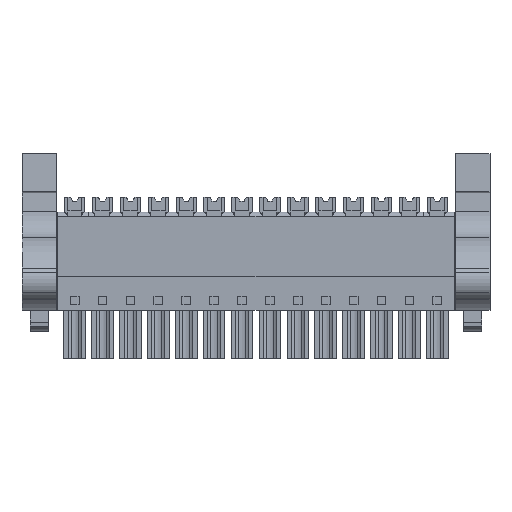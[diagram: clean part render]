
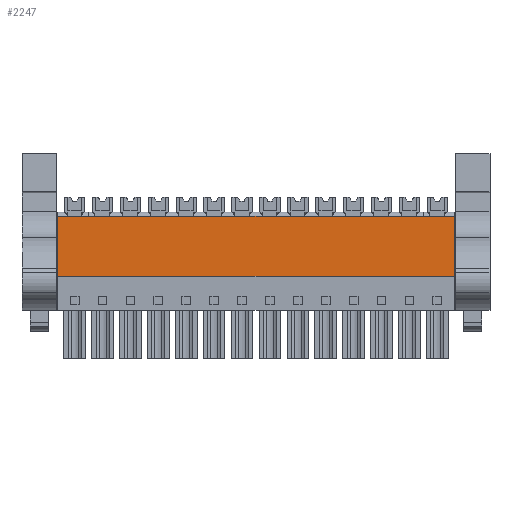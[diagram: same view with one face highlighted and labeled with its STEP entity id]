
A CAD part, front view. The second image highlights one B-rep face of the part: STEP entity #2247.
In plain terms, the highlighted planar face has unit normal (0, -1, 0).
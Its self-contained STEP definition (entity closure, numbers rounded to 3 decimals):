
#2227=AXIS2_PLACEMENT_3D('Plane Axis2P3D',#2224,#2225,#2226) ;
#77=CARTESIAN_POINT('Vertex',(4.9,2.029,11.25)) ;
#80=CARTESIAN_POINT('Line Origine',(4.9,2.029,13.3)) ;
#84=CARTESIAN_POINT('Vertex',(4.9,2.029,19.4)) ;
#2209=CARTESIAN_POINT('Vertex',(59.03,2.029,11.25)) ;
#2212=CARTESIAN_POINT('Line Origine',(31.965,2.029,11.25)) ;
#2224=CARTESIAN_POINT('Axis2P3D Location',(42.9,2.029,19.4)) ;
#2229=CARTESIAN_POINT('Line Origine',(59.03,2.029,15.325)) ;
#2233=CARTESIAN_POINT('Vertex',(59.03,2.029,19.4)) ;
#2236=CARTESIAN_POINT('Line Origine',(31.965,2.029,19.4)) ;
#81=DIRECTION('Vector Direction',(0.,0.,1.)) ;
#2213=DIRECTION('Vector Direction',(1.,0.,0.)) ;
#2225=DIRECTION('Axis2P3D Direction',(0.,-1.,0.)) ;
#2226=DIRECTION('Axis2P3D XDirection',(0.,0.,-1.)) ;
#2230=DIRECTION('Vector Direction',(0.,0.,-1.)) ;
#2237=DIRECTION('Vector Direction',(1.,0.,0.)) ;
#82=VECTOR('Line Direction',#81,1.) ;
#2214=VECTOR('Line Direction',#2213,1.) ;
#2231=VECTOR('Line Direction',#2230,1.) ;
#2238=VECTOR('Line Direction',#2237,1.) ;
#2242=ORIENTED_EDGE('',*,*,#2216,.T.) ;
#2243=ORIENTED_EDGE('',*,*,#2235,.F.) ;
#2244=ORIENTED_EDGE('',*,*,#2240,.F.) ;
#2245=ORIENTED_EDGE('',*,*,#86,.F.) ;
#2247=ADVANCED_FACE('HOUSING',(#2246),#2228,.T.) ;
#86=EDGE_CURVE('',#78,#85,#83,.T.) ;
#2216=EDGE_CURVE('',#78,#2210,#2215,.T.) ;
#2235=EDGE_CURVE('',#2234,#2210,#2232,.T.) ;
#2240=EDGE_CURVE('',#85,#2234,#2239,.T.) ;
#2241=EDGE_LOOP('',(#2242,#2243,#2244,#2245)) ;
#2246=FACE_OUTER_BOUND('',#2241,.T.) ;
#83=LINE('Line',#80,#82) ;
#2215=LINE('Line',#2212,#2214) ;
#2232=LINE('Line',#2229,#2231) ;
#2239=LINE('Line',#2236,#2238) ;
#2228=PLANE('',#2227) ;
#78=VERTEX_POINT('',#77) ;
#85=VERTEX_POINT('',#84) ;
#2210=VERTEX_POINT('',#2209) ;
#2234=VERTEX_POINT('',#2233) ;
